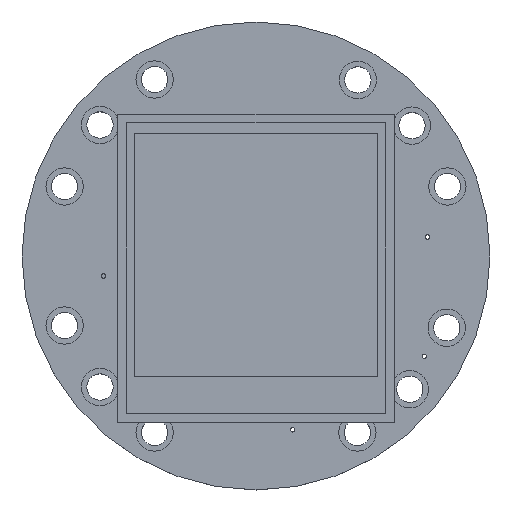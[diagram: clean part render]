
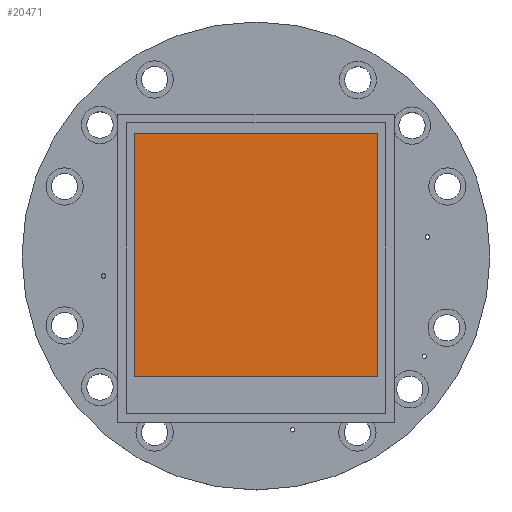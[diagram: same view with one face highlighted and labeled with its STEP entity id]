
A CAD part, top view. The second image highlights one B-rep face of the part: STEP entity #20471.
In plain terms, the highlighted planar face has unit normal (0, 0, 1).
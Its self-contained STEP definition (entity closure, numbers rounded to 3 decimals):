
#978=PLANE('',#22094);
#2020=FACE_OUTER_BOUND('',#3197,.T.);
#3197=EDGE_LOOP('',(#17877,#17878,#17879,#17880));
#5346=LINE('',#32460,#7781);
#5349=LINE('',#32466,#7784);
#5352=LINE('',#32472,#7787);
#5355=LINE('',#32476,#7790);
#7781=VECTOR('',#26597,10.);
#7784=VECTOR('',#26602,10.);
#7787=VECTOR('',#26607,10.);
#7790=VECTOR('',#26612,10.);
#10215=VERTEX_POINT('',#32457);
#10216=VERTEX_POINT('',#32459);
#10218=VERTEX_POINT('',#32465);
#10220=VERTEX_POINT('',#32471);
#12829=EDGE_CURVE('',#10216,#10215,#5346,.T.);
#12832=EDGE_CURVE('',#10218,#10216,#5349,.T.);
#12835=EDGE_CURVE('',#10220,#10218,#5352,.T.);
#12838=EDGE_CURVE('',#10215,#10220,#5355,.T.);
#17877=ORIENTED_EDGE('',*,*,#12838,.T.);
#17878=ORIENTED_EDGE('',*,*,#12835,.T.);
#17879=ORIENTED_EDGE('',*,*,#12832,.T.);
#17880=ORIENTED_EDGE('',*,*,#12829,.T.);
#20471=ADVANCED_FACE('',(#2020),#978,.T.);
#22094=AXIS2_PLACEMENT_3D('',#32477,#26613,#26614);
#26597=DIRECTION('',(0.,-1.,0.));
#26602=DIRECTION('',(-1.,0.,0.));
#26607=DIRECTION('',(0.,1.,0.));
#26612=DIRECTION('',(1.,0.,0.));
#26613=DIRECTION('center_axis',(0.,0.,1.));
#26614=DIRECTION('ref_axis',(1.,0.,0.));
#32457=CARTESIAN_POINT('',(-13.86,-16.71,3.8));
#32459=CARTESIAN_POINT('',(-13.86,11.01,3.8));
#32460=CARTESIAN_POINT('',(-13.86,-16.71,3.8));
#32465=CARTESIAN_POINT('',(13.86,11.01,3.8));
#32466=CARTESIAN_POINT('',(-13.86,11.01,3.8));
#32471=CARTESIAN_POINT('',(13.86,-16.71,3.8));
#32472=CARTESIAN_POINT('',(13.86,11.01,3.8));
#32476=CARTESIAN_POINT('',(13.86,-16.71,3.8));
#32477=CARTESIAN_POINT('Origin',(0.,-2.85,3.8));
